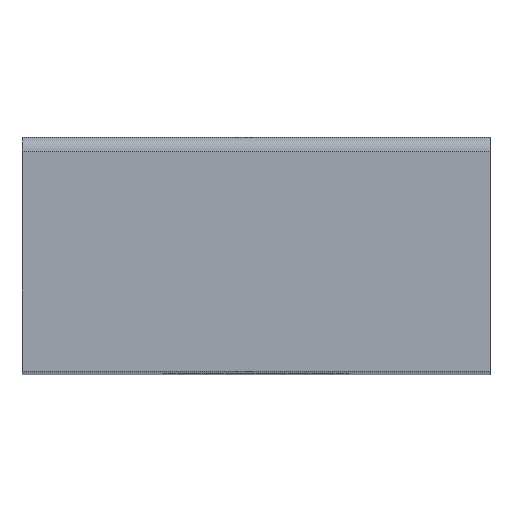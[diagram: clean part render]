
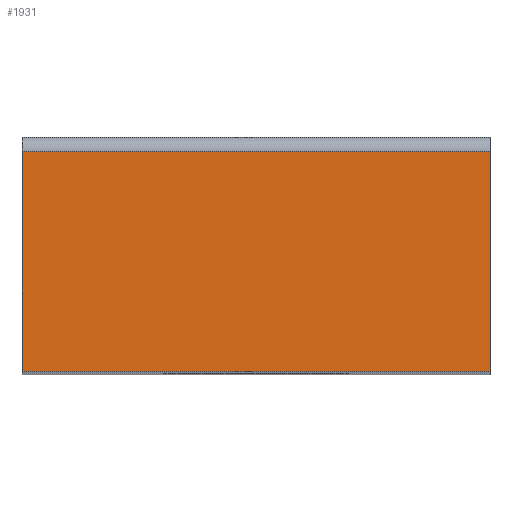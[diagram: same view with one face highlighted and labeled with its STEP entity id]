
A CAD part, top view. The second image highlights one B-rep face of the part: STEP entity #1931.
In plain terms, the highlighted planar face has unit normal (0, 0, 1).
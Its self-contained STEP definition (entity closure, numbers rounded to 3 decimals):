
#30 = ORIENTED_EDGE ( 'NONE', *, *, #1080, .F. ) ;
#31 = DIRECTION ( 'NONE',  ( 0., 0., -1. ) ) ;
#54 = EDGE_CURVE ( 'NONE', #238, #130, #475, .T. ) ;
#66 = VECTOR ( 'NONE', #543, 1000. ) ;
#107 = ORIENTED_EDGE ( 'NONE', *, *, #54, .F. ) ;
#119 = CARTESIAN_POINT ( 'NONE',  ( 5., 0., 20. ) ) ;
#130 = VERTEX_POINT ( 'NONE', #1853 ) ;
#185 = CARTESIAN_POINT ( 'NONE',  ( 5., 3.5, 20. ) ) ;
#238 = VERTEX_POINT ( 'NONE', #726 ) ;
#417 = DIRECTION ( 'NONE',  ( -1., 0., 0. ) ) ;
#475 = LINE ( 'NONE', #1482, #924 ) ;
#488 = EDGE_CURVE ( 'NONE', #1725, #958, #1262, .T. ) ;
#519 = CARTESIAN_POINT ( 'NONE',  ( -5., 4.7, 20. ) ) ;
#529 = LINE ( 'NONE', #1341, #66 ) ;
#543 = DIRECTION ( 'NONE',  ( -1., 0., 0. ) ) ;
#671 = VECTOR ( 'NONE', #1793, 1000. ) ;
#696 = AXIS2_PLACEMENT_3D ( 'NONE', #185, #31, #2021 ) ;
#726 = CARTESIAN_POINT ( 'NONE',  ( 5., 4.7, 20. ) ) ;
#924 = VECTOR ( 'NONE', #1009, 1000. ) ;
#958 = VERTEX_POINT ( 'NONE', #1912 ) ;
#974 = CARTESIAN_POINT ( 'NONE',  ( -5., 3.5, 20. ) ) ;
#976 = EDGE_LOOP ( 'NONE', ( #1942, #30, #107, #1535 ) ) ;
#1009 = DIRECTION ( 'NONE',  ( 0., -1., 0. ) ) ;
#1080 = EDGE_CURVE ( 'NONE', #130, #958, #1112, .T. ) ;
#1112 = LINE ( 'NONE', #119, #1734 ) ;
#1262 = LINE ( 'NONE', #974, #671 ) ;
#1341 = CARTESIAN_POINT ( 'NONE',  ( 5., 4.7, 20. ) ) ;
#1357 = FACE_OUTER_BOUND ( 'NONE', #976, .T. ) ;
#1482 = CARTESIAN_POINT ( 'NONE',  ( 5., 0., 20. ) ) ;
#1501 = EDGE_CURVE ( 'NONE', #238, #1725, #529, .T. ) ;
#1535 = ORIENTED_EDGE ( 'NONE', *, *, #1501, .T. ) ;
#1684 = PLANE ( 'NONE',  #696 ) ;
#1725 = VERTEX_POINT ( 'NONE', #519 ) ;
#1734 = VECTOR ( 'NONE', #417, 1000. ) ;
#1793 = DIRECTION ( 'NONE',  ( 0., -1., 0. ) ) ;
#1853 = CARTESIAN_POINT ( 'NONE',  ( 5., 0., 20. ) ) ;
#1912 = CARTESIAN_POINT ( 'NONE',  ( -5., 0., 20. ) ) ;
#1931 = ADVANCED_FACE ( 'NONE', ( #1357 ), #1684, .F. ) ;
#1942 = ORIENTED_EDGE ( 'NONE', *, *, #488, .T. ) ;
#2021 = DIRECTION ( 'NONE',  ( -1., 0., 0. ) ) ;
